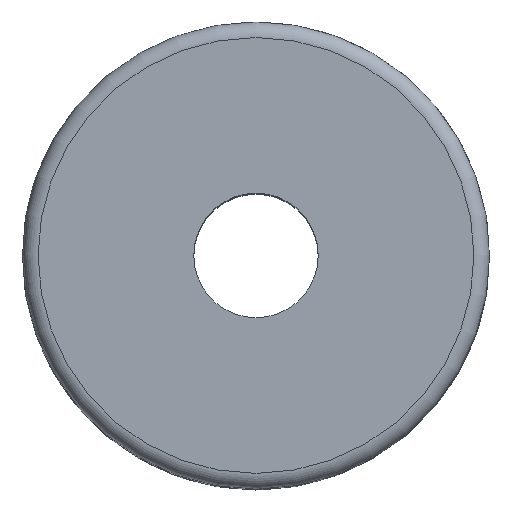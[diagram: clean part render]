
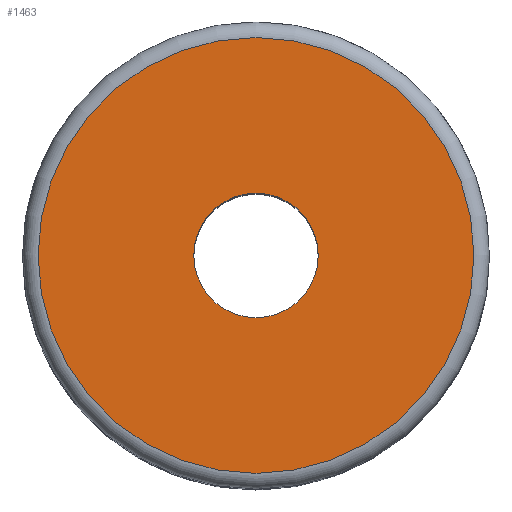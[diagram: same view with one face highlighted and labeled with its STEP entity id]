
A CAD part, top view. The second image highlights one B-rep face of the part: STEP entity #1463.
In plain terms, the highlighted planar face has unit normal (0, 0, 1).
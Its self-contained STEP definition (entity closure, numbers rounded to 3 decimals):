
#68=FACE_BOUND('',#268,.T.);
#86=PLANE('',#1700);
#171=FACE_OUTER_BOUND('',#267,.T.);
#267=EDGE_LOOP('',(#1324));
#268=EDGE_LOOP('',(#1325));
#489=CIRCLE('',#1645,14.);
#498=CIRCLE('',#1656,4.);
#629=VERTEX_POINT('',#2652);
#644=VERTEX_POINT('',#2686);
#828=EDGE_CURVE('',#629,#629,#489,.T.);
#845=EDGE_CURVE('',#644,#644,#498,.T.);
#1324=ORIENTED_EDGE('',*,*,#828,.T.);
#1325=ORIENTED_EDGE('',*,*,#845,.T.);
#1463=ADVANCED_FACE('',(#171,#68),#86,.F.);
#1645=AXIS2_PLACEMENT_3D('',#2654,#2078,#2079);
#1656=AXIS2_PLACEMENT_3D('',#2688,#2108,#2109);
#1700=AXIS2_PLACEMENT_3D('',#2894,#2202,#2203);
#2078=DIRECTION('center_axis',(0.,0.,1.));
#2079=DIRECTION('ref_axis',(-1.,0.,0.));
#2108=DIRECTION('center_axis',(0.,0.,-1.));
#2109=DIRECTION('ref_axis',(-1.,0.,0.));
#2202=DIRECTION('center_axis',(0.,0.,-1.));
#2203=DIRECTION('ref_axis',(-1.,0.,0.));
#2652=CARTESIAN_POINT('',(14.,0.,40.));
#2654=CARTESIAN_POINT('Origin',(0.,0.,40.));
#2686=CARTESIAN_POINT('',(-4.,0.,40.));
#2688=CARTESIAN_POINT('Origin',(0.,0.,40.));
#2894=CARTESIAN_POINT('Origin',(0.,0.,40.));
